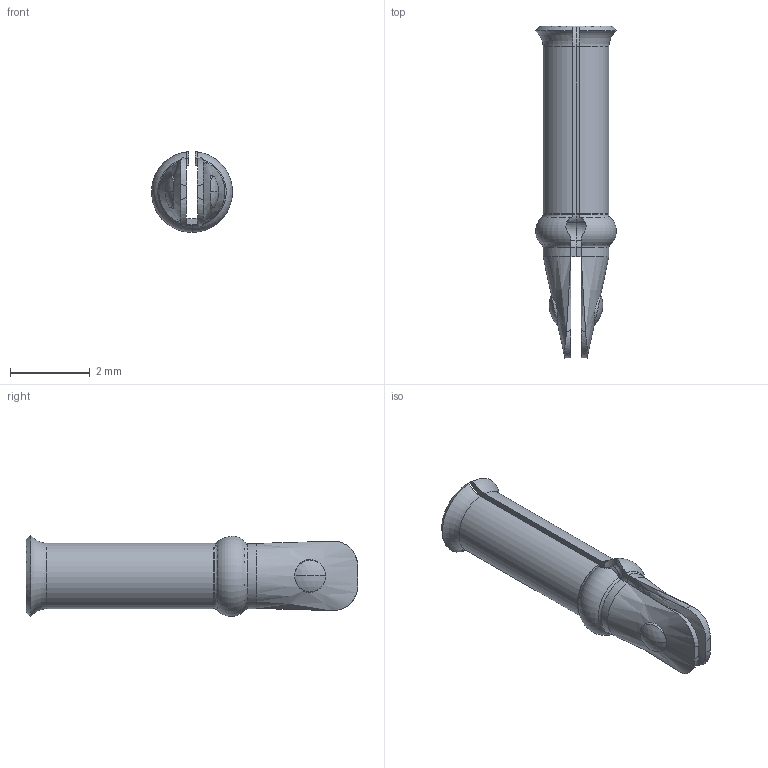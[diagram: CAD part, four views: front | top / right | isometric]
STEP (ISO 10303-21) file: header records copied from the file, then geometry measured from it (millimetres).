
FILE_DESCRIPTION (( 'STEP AP214' ), '1' );
FILE_NAME ('1238.STEP', '2012-10-15T18:43:01', ( 'Richard Maletta' ), ( '' ), 'SwSTEP 2.0', 'SolidWorks 2009', '' );
FILE_SCHEMA (( 'AUTOMOTIVE_DESIGN' ));
Length unit declared in the file: inch
Products named in the file (1): 1238
Bounding box: 2.03 x 8.33 x 2.03 mm (x, y, z)
Volume: 5.5 mm3; surface area: 78 mm2
Topology: 1 solids, 1 shells, 82 faces, 196 edges, 122 vertices
Faces by surface type: torus 26, cylinder 19, bspline 12, cone 10, sphere 8, plane 7
Entity records: 3137 total; most frequent: CARTESIAN_POINT 1376, ORIENTED_EDGE 392, DIRECTION 305, EDGE_CURVE 196, AXIS2_PLACEMENT_3D 135, VERTEX_POINT 122, B_SPLINE_CURVE_WITH_KNOTS 97, EDGE_LOOP 88
